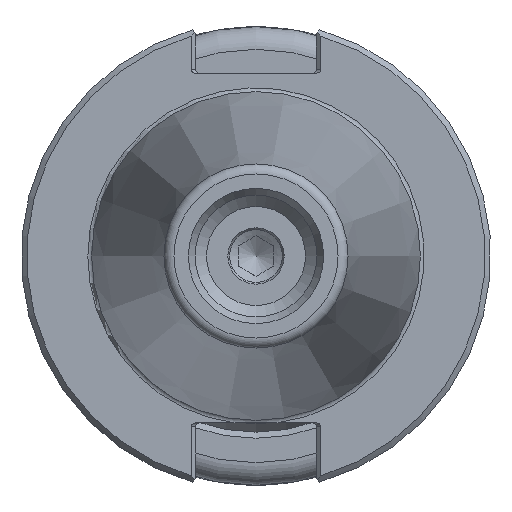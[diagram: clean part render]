
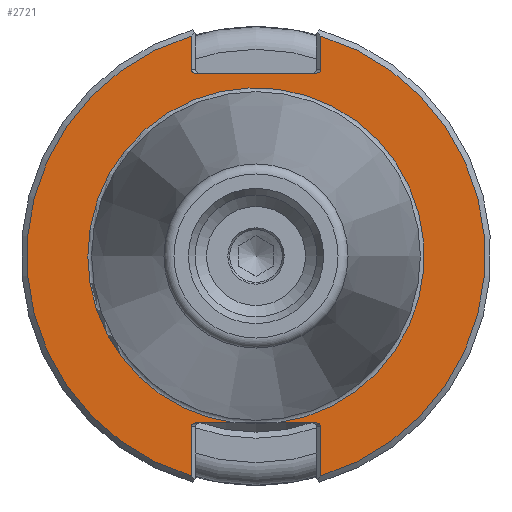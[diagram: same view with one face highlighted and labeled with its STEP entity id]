
A CAD part, left-side view. The second image highlights one B-rep face of the part: STEP entity #2721.
In plain terms, the highlighted planar face has unit normal (-1, 0, 0).
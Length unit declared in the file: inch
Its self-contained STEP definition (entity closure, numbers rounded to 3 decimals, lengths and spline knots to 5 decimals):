
#45=ELLIPSE('',#3049,0.02828,0.02);
#52=ELLIPSE('',#3065,0.02828,0.02);
#53=ELLIPSE('',#3071,0.02828,0.02);
#60=ELLIPSE('',#3087,0.02828,0.02);
#160=LINE('',#5438,#266);
#169=LINE('',#5469,#275);
#176=LINE('',#5494,#282);
#185=LINE('',#5525,#291);
#186=LINE('',#5536,#292);
#191=LINE('',#5584,#297);
#192=LINE('',#5587,#298);
#266=VECTOR('',#3512,0.3937);
#275=VECTOR('',#3545,0.3937);
#282=VECTOR('',#3572,0.3937);
#291=VECTOR('',#3605,0.3937);
#292=VECTOR('',#3620,0.3937);
#297=VECTOR('',#3655,0.3937);
#298=VECTOR('',#3660,0.3937);
#501=PLANE('',#3112);
#751=FACE_OUTER_BOUND('',#950,.T.);
#950=EDGE_LOOP('',(#2194,#2195,#2196,#2197,#2198,#2199,#2200,#2201,#2202,
#2203,#2204,#2205,#2206,#2207));
#1200=CIRCLE('',#3110,0.895);
#1202=CIRCLE('',#3113,1.22);
#1203=CIRCLE('',#3114,1.22);
#1377=VERTEX_POINT('',#5418);
#1378=VERTEX_POINT('',#5420);
#1383=VERTEX_POINT('',#5436);
#1389=VERTEX_POINT('',#5456);
#1390=VERTEX_POINT('',#5458);
#1393=VERTEX_POINT('',#5468);
#1394=VERTEX_POINT('',#5472);
#1395=VERTEX_POINT('',#5473);
#1401=VERTEX_POINT('',#5492);
#1407=VERTEX_POINT('',#5512);
#1408=VERTEX_POINT('',#5514);
#1411=VERTEX_POINT('',#5524);
#1420=VERTEX_POINT('',#5567);
#1421=VERTEX_POINT('',#5568);
#1668=EDGE_CURVE('',#1377,#1378,#45,.T.);
#1677=EDGE_CURVE('',#1383,#1377,#160,.T.);
#1687=EDGE_CURVE('',#1389,#1390,#52,.T.);
#1692=EDGE_CURVE('',#1390,#1393,#169,.T.);
#1694=EDGE_CURVE('',#1394,#1395,#53,.T.);
#1705=EDGE_CURVE('',#1401,#1394,#176,.T.);
#1715=EDGE_CURVE('',#1407,#1408,#60,.T.);
#1720=EDGE_CURVE('',#1408,#1411,#185,.T.);
#1725=EDGE_CURVE('',#1378,#1389,#186,.T.);
#1739=EDGE_CURVE('',#1420,#1421,#1200,.T.);
#1741=EDGE_CURVE('',#1395,#1420,#191,.T.);
#1742=EDGE_CURVE('',#1393,#1401,#1202,.T.);
#1743=EDGE_CURVE('',#1411,#1383,#1203,.T.);
#1744=EDGE_CURVE('',#1421,#1407,#192,.T.);
#2194=ORIENTED_EDGE('',*,*,#1739,.F.);
#2195=ORIENTED_EDGE('',*,*,#1741,.F.);
#2196=ORIENTED_EDGE('',*,*,#1694,.F.);
#2197=ORIENTED_EDGE('',*,*,#1705,.F.);
#2198=ORIENTED_EDGE('',*,*,#1742,.F.);
#2199=ORIENTED_EDGE('',*,*,#1692,.F.);
#2200=ORIENTED_EDGE('',*,*,#1687,.F.);
#2201=ORIENTED_EDGE('',*,*,#1725,.F.);
#2202=ORIENTED_EDGE('',*,*,#1668,.F.);
#2203=ORIENTED_EDGE('',*,*,#1677,.F.);
#2204=ORIENTED_EDGE('',*,*,#1743,.F.);
#2205=ORIENTED_EDGE('',*,*,#1720,.F.);
#2206=ORIENTED_EDGE('',*,*,#1715,.F.);
#2207=ORIENTED_EDGE('',*,*,#1744,.F.);
#2721=ADVANCED_FACE('',(#751),#501,.T.);
#3049=AXIS2_PLACEMENT_3D('',#5421,#3492,#3493);
#3065=AXIS2_PLACEMENT_3D('',#5459,#3534,#3535);
#3071=AXIS2_PLACEMENT_3D('',#5474,#3550,#3551);
#3087=AXIS2_PLACEMENT_3D('',#5515,#3594,#3595);
#3110=AXIS2_PLACEMENT_3D('',#5580,#3649,#3650);
#3112=AXIS2_PLACEMENT_3D('',#5583,#3653,#3654);
#3113=AXIS2_PLACEMENT_3D('',#5585,#3656,#3657);
#3114=AXIS2_PLACEMENT_3D('',#5586,#3658,#3659);
#3492=DIRECTION('center_axis',(-1.,0.,0.));
#3493=DIRECTION('ref_axis',(0.,1.,0.));
#3512=DIRECTION('',(0.,0.,-1.));
#3534=DIRECTION('center_axis',(-1.,0.,0.));
#3535=DIRECTION('ref_axis',(0.,-1.,0.));
#3545=DIRECTION('',(0.,0.,1.));
#3550=DIRECTION('center_axis',(-1.,0.,0.));
#3551=DIRECTION('ref_axis',(0.,-1.,0.));
#3572=DIRECTION('',(0.,0.,1.));
#3594=DIRECTION('center_axis',(-1.,0.,0.));
#3595=DIRECTION('ref_axis',(0.,1.,0.));
#3605=DIRECTION('',(0.,0.,-1.));
#3620=DIRECTION('',(0.,-1.,0.));
#3649=DIRECTION('center_axis',(-1.,0.,0.));
#3650=DIRECTION('ref_axis',(0.,-1.,0.));
#3653=DIRECTION('center_axis',(-1.,0.,0.));
#3654=DIRECTION('ref_axis',(0.,0.,1.));
#3655=DIRECTION('',(0.,1.,0.));
#3656=DIRECTION('center_axis',(1.,0.,0.));
#3657=DIRECTION('ref_axis',(0.,-1.,0.));
#3658=DIRECTION('center_axis',(1.,0.,0.));
#3659=DIRECTION('ref_axis',(0.,1.,0.));
#3660=DIRECTION('',(0.,1.,0.));
#5418=CARTESIAN_POINT('',(0.125,0.345,0.992));
#5420=CARTESIAN_POINT('',(0.125,0.31672,0.972));
#5421=CARTESIAN_POINT('Origin',(0.125,0.31672,0.992));
#5436=CARTESIAN_POINT('',(0.125,0.345,1.1702));
#5438=CARTESIAN_POINT('',(0.125,0.345,0.486));
#5456=CARTESIAN_POINT('',(0.125,-0.31672,0.972));
#5458=CARTESIAN_POINT('',(0.125,-0.345,0.992));
#5459=CARTESIAN_POINT('Origin',(0.125,-0.31672,0.992));
#5468=CARTESIAN_POINT('',(0.125,-0.345,1.1702));
#5469=CARTESIAN_POINT('',(0.125,-0.345,0.486));
#5472=CARTESIAN_POINT('',(0.125,-0.345,-0.908));
#5473=CARTESIAN_POINT('',(0.125,-0.31672,-0.888));
#5474=CARTESIAN_POINT('Origin',(0.125,-0.31672,-0.908));
#5492=CARTESIAN_POINT('',(0.125,-0.345,-1.1702));
#5494=CARTESIAN_POINT('',(0.125,-0.345,-0.444));
#5512=CARTESIAN_POINT('',(0.125,0.31672,-0.888));
#5514=CARTESIAN_POINT('',(0.125,0.345,-0.908));
#5515=CARTESIAN_POINT('Origin',(0.125,0.31672,-0.908));
#5524=CARTESIAN_POINT('',(0.125,0.345,-1.1702));
#5525=CARTESIAN_POINT('',(0.125,0.345,-0.444));
#5536=CARTESIAN_POINT('',(0.125,0.53125,0.972));
#5567=CARTESIAN_POINT('',(0.125,-0.11172,-0.888));
#5568=CARTESIAN_POINT('',(0.125,0.11172,-0.888));
#5580=CARTESIAN_POINT('Origin',(0.125,0.,0.));
#5583=CARTESIAN_POINT('Origin',(0.125,1.0625,0.));
#5584=CARTESIAN_POINT('',(0.125,0.53125,-0.888));
#5585=CARTESIAN_POINT('Origin',(0.125,0.,0.));
#5586=CARTESIAN_POINT('Origin',(0.125,0.,0.));
#5587=CARTESIAN_POINT('',(0.125,0.53125,-0.888));
